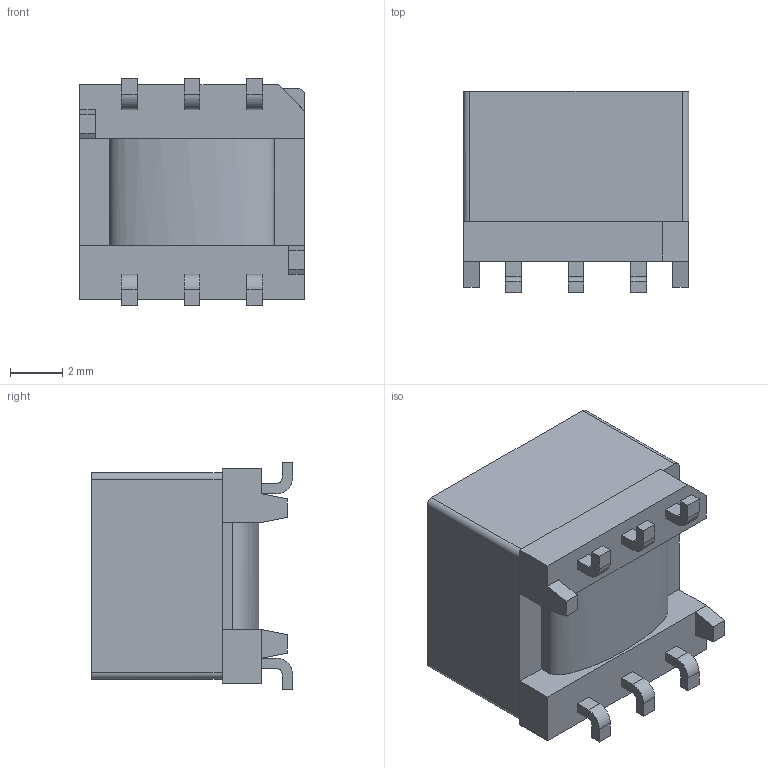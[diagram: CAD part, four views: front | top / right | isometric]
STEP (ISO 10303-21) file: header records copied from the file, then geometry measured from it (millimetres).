
FILE_DESCRIPTION (( 'STEP AP214' ), '1' );
FILE_NAME ('TTRN-087S-000-T.STEP', '2025-11-18T12:10:12', ( '' ), ( '' ), 'SwSTEP 2.0', 'SolidWorks 2025', '' );
FILE_SCHEMA (( 'AUTOMOTIVE_DESIGN' ));
Length unit declared in the file: millimetre
Products named in the file (1): TTRN-087S-000-T
Bounding box: 8.65 x 7.7 x 8.7 mm (x, y, z)
Volume: 418.8 mm3; surface area: 404 mm2
Topology: 1 solids, 1 shells, 107 faces, 283 edges, 186 vertices
Faces by surface type: plane 87, cylinder 18, bspline 2
Entity records: 4358 total; most frequent: CARTESIAN_POINT 627, ORIENTED_EDGE 566, DIRECTION 524, EDGE_CURVE 283, LINE 238, VECTOR 238, VERTEX_POINT 186, AXIS2_PLACEMENT_3D 143
